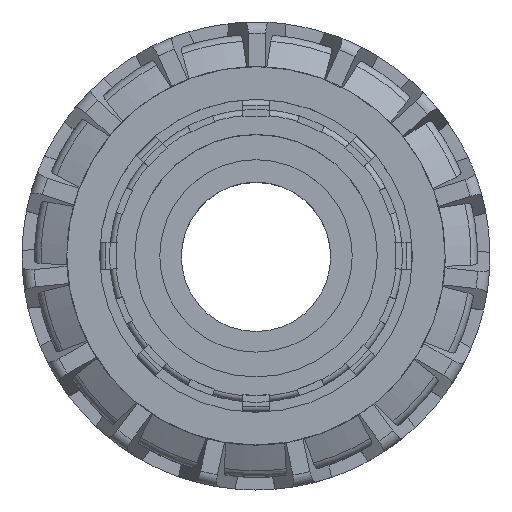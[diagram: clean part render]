
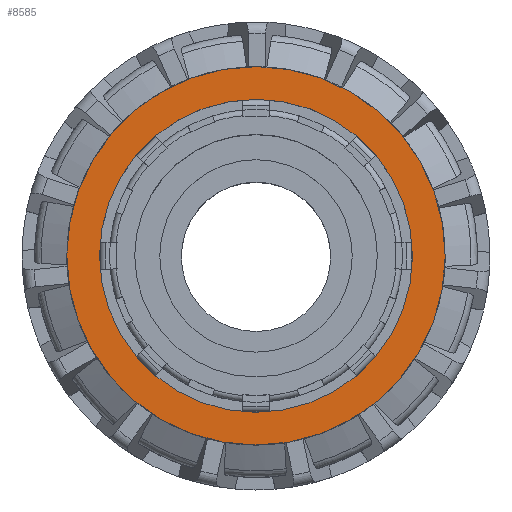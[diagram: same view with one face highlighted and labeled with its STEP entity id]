
A CAD part, top view. The second image highlights one B-rep face of the part: STEP entity #8585.
In plain terms, the highlighted planar face has unit normal (0, 0, 1).
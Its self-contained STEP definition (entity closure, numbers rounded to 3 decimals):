
#1863=PLANE($,#9630);
#1967=FACE_BOUND($,#2915,.T.);
#1968=FACE_BOUND($,#2916,.T.);
#2915=EDGE_LOOP($,(#8072));
#2916=EDGE_LOOP($,(#8073));
#3284=CIRCLE($,#9536,40.65);
#3308=CIRCLE($,#9597,49.15);
#4156=VERTEX_POINT($,#15651);
#4173=VERTEX_POINT($,#15778);
#5404=EDGE_CURVE($,#4156,#4156,#3284,.T.);
#5471=EDGE_CURVE($,#4173,#4173,#3308,.T.);
#8072=ORIENTED_EDGE($,*,*,#5404,.T.);
#8073=ORIENTED_EDGE($,*,*,#5471,.T.);
#8585=ADVANCED_FACE($,(#1967,#1968),#1863,.T.);
#9536=AXIS2_PLACEMENT_3D($,#15652,#12070,#12071);
#9597=AXIS2_PLACEMENT_3D($,#15779,#12220,#12221);
#9630=AXIS2_PLACEMENT_3D($,#15816,#12287,#12288);
#12070=DIRECTION('center_axis',(0.,0.,-1.));
#12071=DIRECTION('ref_axis',(-1.,0.,0.));
#12220=DIRECTION('center_axis',(0.,0.,1.));
#12221=DIRECTION('ref_axis',(1.,0.,0.));
#12287=DIRECTION('center_axis',(0.,0.,1.));
#12288=DIRECTION('ref_axis',(1.,0.,0.));
#15651=CARTESIAN_POINT('',(40.65,0.,49.2));
#15652=CARTESIAN_POINT('Origin',(0.,0.,49.2));
#15778=CARTESIAN_POINT('',(0.,-49.15,49.2));
#15779=CARTESIAN_POINT('Origin',(0.,0.,49.2));
#15816=CARTESIAN_POINT('Origin',(0.,0.,49.2));
